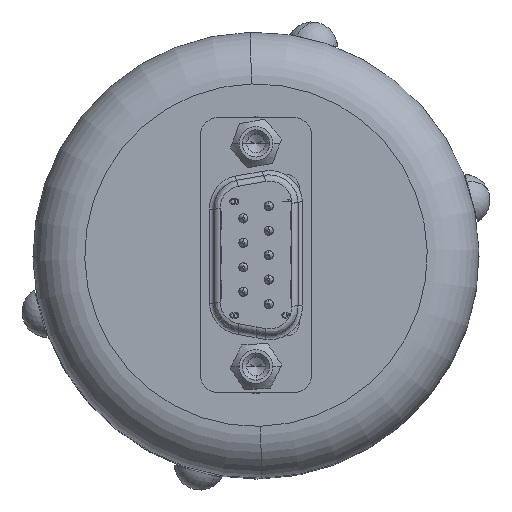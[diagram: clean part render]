
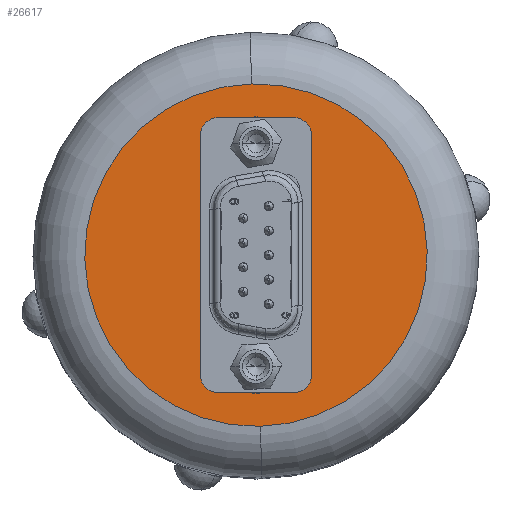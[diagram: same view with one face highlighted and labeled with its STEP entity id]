
A CAD part, top view. The second image highlights one B-rep face of the part: STEP entity #26617.
In plain terms, the highlighted planar face has unit normal (0, 0, 1).
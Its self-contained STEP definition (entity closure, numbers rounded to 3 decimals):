
#47 = CARTESIAN_POINT ( 'NONE',  ( 19.2, 0., 60. ) ) ;
#285 = CARTESIAN_POINT ( 'NONE',  ( -8.484, -4.526, 60. ) ) ;
#333 = VERTEX_POINT ( 'NONE', #49183 ) ;
#1387 = CARTESIAN_POINT ( 'NONE',  ( -7.203, -4.3, 60. ) ) ;
#2303 = CARTESIAN_POINT ( 'NONE',  ( -12.5, 0., 60. ) ) ;
#2389 = CARTESIAN_POINT ( 'NONE',  ( 10.02, 4.3, 60. ) ) ;
#2459 = CARTESIAN_POINT ( 'NONE',  ( 8.72, 4.3, 60. ) ) ;
#2638 = EDGE_CURVE ( 'NONE', #6685, #55525, #23746, .T. ) ;
#2693 = CARTESIAN_POINT ( 'NONE',  ( -14.75, 0., 60. ) ) ;
#2951 = AXIS2_PLACEMENT_3D ( 'NONE', #35963, #35776, #30620 ) ;
#4432 = VECTOR ( 'NONE', #57749, 1000. ) ;
#4504 = VERTEX_POINT ( 'NONE', #7712 ) ;
#4609 = CIRCLE ( 'NONE', #23390, 1.3 ) ;
#5571 = VERTEX_POINT ( 'NONE', #47 ) ;
#5867 = VECTOR ( 'NONE', #27807, 1000. ) ;
#5950 = CIRCLE ( 'NONE', #28382, 1.3 ) ;
#6091 = AXIS2_PLACEMENT_3D ( 'NONE', #26237, #53562, #53749 ) ;
#6685 = VERTEX_POINT ( 'NONE', #2389 ) ;
#7352 = CARTESIAN_POINT ( 'NONE',  ( 8.72, 5.6, 60. ) ) ;
#7557 = AXIS2_PLACEMENT_3D ( 'NONE', #9335, #45752, #45948 ) ;
#7712 = CARTESIAN_POINT ( 'NONE',  ( 8.484, -4.526, 60. ) ) ;
#8344 = FACE_OUTER_BOUND ( 'NONE', #45996, .T. ) ;
#8360 = CARTESIAN_POINT ( 'NONE',  ( -8.72, 5.6, 60. ) ) ;
#8419 = CARTESIAN_POINT ( 'NONE',  ( 0., 0., 60. ) ) ;
#9335 = CARTESIAN_POINT ( 'NONE',  ( 0., 0., 60. ) ) ;
#10589 = ORIENTED_EDGE ( 'NONE', *, *, #12554, .F. ) ;
#10668 = DIRECTION ( 'NONE',  ( -1., 0., 0. ) ) ;
#11483 = CARTESIAN_POINT ( 'NONE',  ( -10.25, 0., 60. ) ) ;
#11754 = ORIENTED_EDGE ( 'NONE', *, *, #41013, .F. ) ;
#11892 = CARTESIAN_POINT ( 'NONE',  ( 12.5, 0., 60. ) ) ;
#12113 = EDGE_CURVE ( 'NONE', #4504, #32903, #52612, .T. ) ;
#12554 = EDGE_CURVE ( 'NONE', #25762, #27344, #31312, .T. ) ;
#13357 = ORIENTED_EDGE ( 'NONE', *, *, #36171, .F. ) ;
#13810 = CARTESIAN_POINT ( 'NONE',  ( 8.72, 4.3, 60. ) ) ;
#13954 = EDGE_CURVE ( 'NONE', #19447, #18922, #56909, .T. ) ;
#14500 = VERTEX_POINT ( 'NONE', #17028 ) ;
#14665 = CARTESIAN_POINT ( 'NONE',  ( 10.25, 0., 60. ) ) ;
#15807 = DIRECTION ( 'NONE',  ( 1., 0., 0. ) ) ;
#16740 = EDGE_CURVE ( 'NONE', #333, #4504, #4609, .T. ) ;
#17028 = CARTESIAN_POINT ( 'NONE',  ( -19.2, 0., 60. ) ) ;
#17098 = DIRECTION ( 'NONE',  ( 1., 0., 0. ) ) ;
#17132 = VECTOR ( 'NONE', #26951, 1000. ) ;
#18583 = DIRECTION ( 'NONE',  ( 1., 0., 0. ) ) ;
#18922 = VERTEX_POINT ( 'NONE', #11483 ) ;
#18993 = VECTOR ( 'NONE', #15807, 1000. ) ;
#19403 = CIRCLE ( 'NONE', #42755, 1.3 ) ;
#19447 = VERTEX_POINT ( 'NONE', #2693 ) ;
#19693 = DIRECTION ( 'NONE',  ( 0., 0., 1. ) ) ;
#19871 = EDGE_CURVE ( 'NONE', #46354, #36315, #52569, .T. ) ;
#20087 = AXIS2_PLACEMENT_3D ( 'NONE', #2459, #38070, #42619 ) ;
#20367 = FACE_BOUND ( 'NONE', #35086, .T. ) ;
#20620 = DIRECTION ( 'NONE',  ( 1., 0., 0. ) ) ;
#20658 = ORIENTED_EDGE ( 'NONE', *, *, #16740, .F. ) ;
#21726 = CARTESIAN_POINT ( 'NONE',  ( 7.203, -4.3, 60. ) ) ;
#21795 = FACE_BOUND ( 'NONE', #43380, .T. ) ;
#22071 = CIRCLE ( 'NONE', #7557, 19.2 ) ;
#22315 = DIRECTION ( 'NONE',  ( 1., 0., 0. ) ) ;
#22484 = CIRCLE ( 'NONE', #46925, 1.3 ) ;
#23390 = AXIS2_PLACEMENT_3D ( 'NONE', #21726, #44666, #22315 ) ;
#23496 = ORIENTED_EDGE ( 'NONE', *, *, #19871, .F. ) ;
#23532 = DIRECTION ( 'NONE',  ( 1., 0., 0. ) ) ;
#23746 = CIRCLE ( 'NONE', #20087, 1.3 ) ;
#25232 = VERTEX_POINT ( 'NONE', #8360 ) ;
#25762 = VERTEX_POINT ( 'NONE', #45573 ) ;
#26223 = EDGE_CURVE ( 'NONE', #25232, #25762, #22484, .T. ) ;
#26237 = CARTESIAN_POINT ( 'NONE',  ( -12.5, 0., 60. ) ) ;
#26604 = CIRCLE ( 'NONE', #6091, 2.25 ) ;
#26617 = ADVANCED_FACE ( 'NONE', ( #20367, #39431, #21795, #8344 ), #40273, .T. ) ;
#26951 = DIRECTION ( 'NONE',  ( 0.174, -0.985, 0. ) ) ;
#27344 = VERTEX_POINT ( 'NONE', #285 ) ;
#27807 = DIRECTION ( 'NONE',  ( -1., 0., 0. ) ) ;
#28001 = CARTESIAN_POINT ( 'NONE',  ( -8.72, 5.6, 60. ) ) ;
#28382 = AXIS2_PLACEMENT_3D ( 'NONE', #13810, #49845, #23532 ) ;
#28642 = DIRECTION ( 'NONE',  ( 1., 0., 0. ) ) ;
#30040 = AXIS2_PLACEMENT_3D ( 'NONE', #31959, #40858, #45999 ) ;
#30620 = DIRECTION ( 'NONE',  ( 1., 0., 0. ) ) ;
#30983 = ORIENTED_EDGE ( 'NONE', *, *, #2638, .F. ) ;
#31312 = LINE ( 'NONE', #54085, #17132 ) ;
#31318 = ORIENTED_EDGE ( 'NONE', *, *, #38166, .T. ) ;
#31959 = CARTESIAN_POINT ( 'NONE',  ( 12.5, 0., 60. ) ) ;
#32903 = VERTEX_POINT ( 'NONE', #57818 ) ;
#34912 = LINE ( 'NONE', #28001, #5867 ) ;
#35086 = EDGE_LOOP ( 'NONE', ( #13357, #10589, #42613, #50031, #30983, #53757, #43112, #20658, #53434 ) ) ;
#35776 = DIRECTION ( 'NONE',  ( 0., 0., 1. ) ) ;
#35856 = EDGE_CURVE ( 'NONE', #32903, #6685, #5950, .T. ) ;
#35963 = CARTESIAN_POINT ( 'NONE',  ( 0., 0., 60. ) ) ;
#36171 = EDGE_CURVE ( 'NONE', #27344, #36929, #19403, .T. ) ;
#36315 = VERTEX_POINT ( 'NONE', #47456 ) ;
#36929 = VERTEX_POINT ( 'NONE', #54107 ) ;
#37117 = CIRCLE ( 'NONE', #30040, 2.25 ) ;
#37776 = DIRECTION ( 'NONE',  ( 0., 0., 1. ) ) ;
#38070 = DIRECTION ( 'NONE',  ( 0., 0., 1. ) ) ;
#38166 = EDGE_CURVE ( 'NONE', #14500, #5571, #22071, .T. ) ;
#38436 = AXIS2_PLACEMENT_3D ( 'NONE', #11892, #47173, #20620 ) ;
#39431 = FACE_BOUND ( 'NONE', #58059, .T. ) ;
#39536 = LINE ( 'NONE', #47298, #18993 ) ;
#39704 = EDGE_CURVE ( 'NONE', #5571, #14500, #48555, .T. ) ;
#39726 = EDGE_CURVE ( 'NONE', #18922, #19447, #26604, .T. ) ;
#40273 = PLANE ( 'NONE',  #2951 ) ;
#40858 = DIRECTION ( 'NONE',  ( 0., 0., 1. ) ) ;
#40954 = DIRECTION ( 'NONE',  ( 0., 0., 1. ) ) ;
#41013 = EDGE_CURVE ( 'NONE', #36315, #46354, #37117, .T. ) ;
#41389 = AXIS2_PLACEMENT_3D ( 'NONE', #8419, #48979, #17098 ) ;
#42001 = EDGE_CURVE ( 'NONE', #55525, #25232, #34912, .T. ) ;
#42613 = ORIENTED_EDGE ( 'NONE', *, *, #26223, .F. ) ;
#42619 = DIRECTION ( 'NONE',  ( 1., 0., 0. ) ) ;
#42755 = AXIS2_PLACEMENT_3D ( 'NONE', #1387, #37776, #10668 ) ;
#43112 = ORIENTED_EDGE ( 'NONE', *, *, #12113, .F. ) ;
#43380 = EDGE_LOOP ( 'NONE', ( #44506, #57711 ) ) ;
#44506 = ORIENTED_EDGE ( 'NONE', *, *, #39726, .F. ) ;
#44666 = DIRECTION ( 'NONE',  ( 0., 0., 1. ) ) ;
#45573 = CARTESIAN_POINT ( 'NONE',  ( -10., 4.074, 60. ) ) ;
#45752 = DIRECTION ( 'NONE',  ( 0., 0., 1. ) ) ;
#45948 = DIRECTION ( 'NONE',  ( 1., 0., 0. ) ) ;
#45996 = EDGE_LOOP ( 'NONE', ( #55159, #31318 ) ) ;
#45999 = DIRECTION ( 'NONE',  ( 1., 0., 0. ) ) ;
#46354 = VERTEX_POINT ( 'NONE', #14665 ) ;
#46925 = AXIS2_PLACEMENT_3D ( 'NONE', #53842, #40954, #18583 ) ;
#47173 = DIRECTION ( 'NONE',  ( 0., 0., 1. ) ) ;
#47298 = CARTESIAN_POINT ( 'NONE',  ( 7.203, -5.6, 60. ) ) ;
#47456 = CARTESIAN_POINT ( 'NONE',  ( 14.75, 0., 60. ) ) ;
#47906 = CARTESIAN_POINT ( 'NONE',  ( 10., 4.074, 60. ) ) ;
#48555 = CIRCLE ( 'NONE', #41389, 19.2 ) ;
#48678 = AXIS2_PLACEMENT_3D ( 'NONE', #2303, #19693, #28642 ) ;
#48979 = DIRECTION ( 'NONE',  ( 0., 0., 1. ) ) ;
#49183 = CARTESIAN_POINT ( 'NONE',  ( 7.203, -5.6, 60. ) ) ;
#49845 = DIRECTION ( 'NONE',  ( 0., 0., 1. ) ) ;
#50031 = ORIENTED_EDGE ( 'NONE', *, *, #42001, .F. ) ;
#52569 = CIRCLE ( 'NONE', #38436, 2.25 ) ;
#52612 = LINE ( 'NONE', #47906, #4432 ) ;
#53434 = ORIENTED_EDGE ( 'NONE', *, *, #56924, .F. ) ;
#53562 = DIRECTION ( 'NONE',  ( 0., 0., 1. ) ) ;
#53749 = DIRECTION ( 'NONE',  ( 1., 0., 0. ) ) ;
#53757 = ORIENTED_EDGE ( 'NONE', *, *, #35856, .F. ) ;
#53842 = CARTESIAN_POINT ( 'NONE',  ( -8.72, 4.3, 60. ) ) ;
#54085 = CARTESIAN_POINT ( 'NONE',  ( -8.484, -4.526, 60. ) ) ;
#54107 = CARTESIAN_POINT ( 'NONE',  ( -7.203, -5.6, 60. ) ) ;
#55159 = ORIENTED_EDGE ( 'NONE', *, *, #39704, .T. ) ;
#55525 = VERTEX_POINT ( 'NONE', #7352 ) ;
#56909 = CIRCLE ( 'NONE', #48678, 2.25 ) ;
#56924 = EDGE_CURVE ( 'NONE', #36929, #333, #39536, .T. ) ;
#57711 = ORIENTED_EDGE ( 'NONE', *, *, #13954, .F. ) ;
#57749 = DIRECTION ( 'NONE',  ( 0.174, 0.985, 0. ) ) ;
#57818 = CARTESIAN_POINT ( 'NONE',  ( 10., 4.074, 60. ) ) ;
#58059 = EDGE_LOOP ( 'NONE', ( #11754, #23496 ) ) ;
